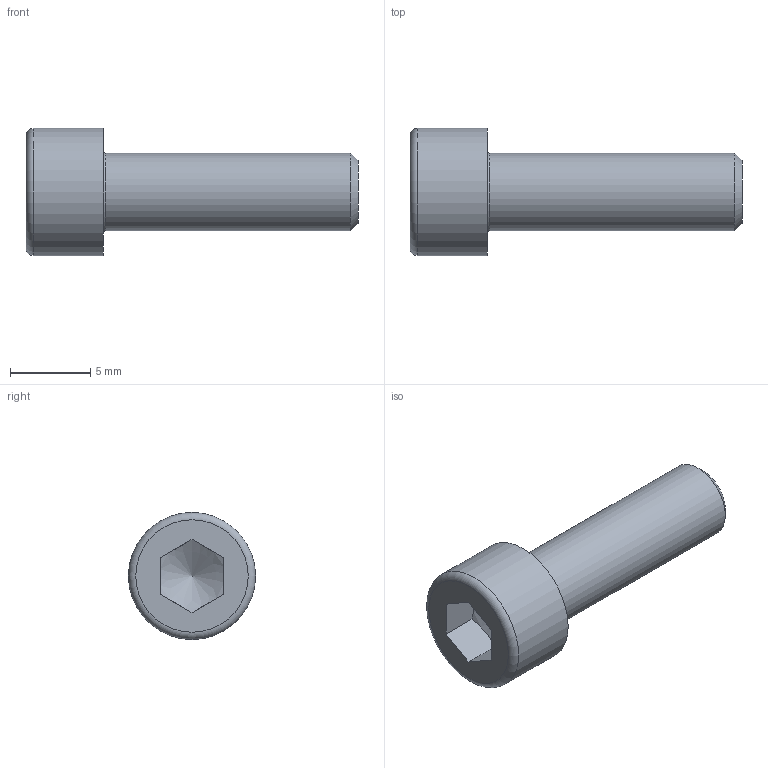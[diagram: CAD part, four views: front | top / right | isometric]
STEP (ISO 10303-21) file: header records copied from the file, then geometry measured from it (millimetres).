
FILE_DESCRIPTION(/* description */ ('Hexagon Socket Head Cap Screw'),/* implementation_level */ '2;1');
FILE_NAME(/* name */ 'DBK_10-32_SHCS_am-1120.ipt.step',/* time_stamp */ '2014-01-01T17:21:39-08:00',/* author */ ('Phillip'),/* organization */ (''),/* preprocessor_version */ 'ST-DEVELOPER v15.2',/* originating_system */ 'Autodesk Inventor 2014',/* authorisation */ '');
FILE_SCHEMA (('AUTOMOTIVE_DESIGN { 1 0 10303 214 3 1 1 }'));
Length unit declared in the file: inch
Products named in the file (1): DBK_10-32_SHCS_am-1120
Bounding box: 20.7 x 7.92 x 7.92 mm (x, y, z)
Volume: 487.7 mm3; surface area: 484.1 mm2
Topology: 1 solids, 1 shells, 15 faces, 32 edges, 20 vertices
Faces by surface type: plane 9, torus 2, cylinder 2, cone 2
Full cylindrical faces by diameter (mm): 4.826 x1, 7.925 x1
Entity records: 379 total; most frequent: CARTESIAN_POINT 72, DIRECTION 58, ORIENTED_EDGE 50, EDGE_CURVE 25, AXIS2_PLACEMENT_3D 23, EDGE_LOOP 22, VERTEX_POINT 19, ADVANCED_FACE 15
